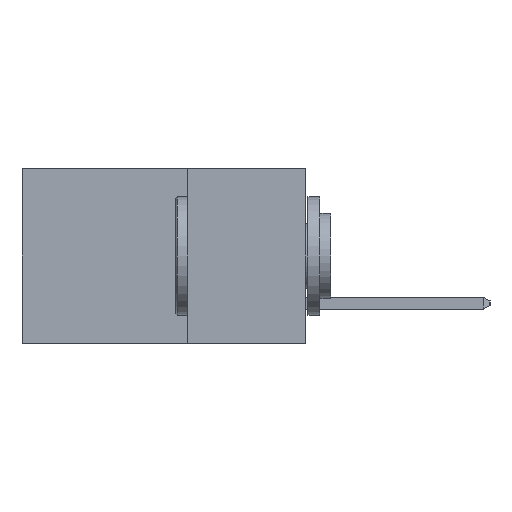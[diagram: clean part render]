
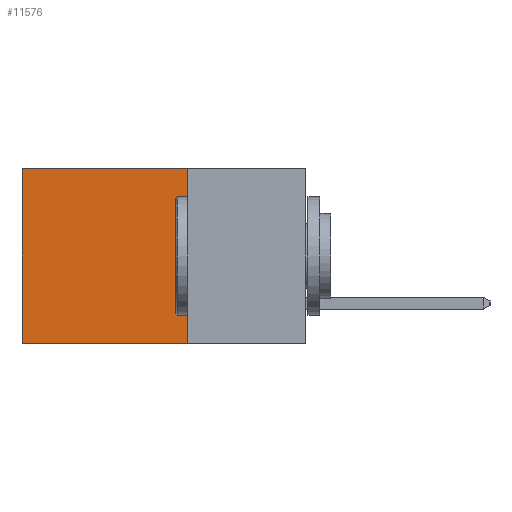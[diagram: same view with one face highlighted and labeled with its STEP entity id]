
A CAD part, left-side view. The second image highlights one B-rep face of the part: STEP entity #11576.
In plain terms, the highlighted planar face has unit normal (-1, 0, 0).
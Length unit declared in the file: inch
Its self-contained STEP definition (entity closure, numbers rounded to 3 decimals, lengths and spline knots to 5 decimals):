
#109 = ORIENTED_EDGE ( 'NONE', *, *, #17006, .F. ) ;
#397 = VERTEX_POINT ( 'NONE', #15282 ) ;
#986 = AXIS2_PLACEMENT_3D ( 'NONE', #15233, #6728, #16629 ) ;
#1090 = EDGE_LOOP ( 'NONE', ( #5681, #109, #13400, #8973 ) ) ;
#2954 = DIRECTION ( 'NONE',  ( 0., 1., 0. ) ) ;
#3336 = CARTESIAN_POINT ( 'NONE',  ( 0.298, 0.25, 0. ) ) ;
#3342 = VERTEX_POINT ( 'NONE', #16449 ) ;
#3521 = VERTEX_POINT ( 'NONE', #13350 ) ;
#4749 = DIRECTION ( 'NONE',  ( 0., 0., -1. ) ) ;
#4792 = DIRECTION ( 'NONE',  ( 0., 0., -1. ) ) ;
#5681 = ORIENTED_EDGE ( 'NONE', *, *, #12675, .T. ) ;
#6313 = LINE ( 'NONE', #7314, #17128 ) ;
#6728 = DIRECTION ( 'NONE',  ( 1., 0., 0. ) ) ;
#7314 = CARTESIAN_POINT ( 'NONE',  ( 0.298, 0.25, 0. ) ) ;
#7690 = VECTOR ( 'NONE', #4749, 39.37008 ) ;
#8102 = PLANE ( 'NONE',  #986 ) ;
#8973 = ORIENTED_EDGE ( 'NONE', *, *, #18344, .T. ) ;
#9074 = LINE ( 'NONE', #12931, #16577 ) ;
#10913 = VERTEX_POINT ( 'NONE', #12075 ) ;
#10997 = LINE ( 'NONE', #14704, #7690 ) ;
#11222 = FACE_OUTER_BOUND ( 'NONE', #1090, .T. ) ;
#11576 = ADVANCED_FACE ( 'NONE', ( #11222 ), #8102, .F. ) ;
#12075 = CARTESIAN_POINT ( 'NONE',  ( 0.298, 0.25, -0.37 ) ) ;
#12675 = EDGE_CURVE ( 'NONE', #3521, #397, #10997, .T. ) ;
#12931 = CARTESIAN_POINT ( 'NONE',  ( 0.298, 0.25, -0.37 ) ) ;
#13029 = VECTOR ( 'NONE', #4792, 39.37008 ) ;
#13350 = CARTESIAN_POINT ( 'NONE',  ( 0.298, 0.6, 0. ) ) ;
#13400 = ORIENTED_EDGE ( 'NONE', *, *, #17173, .F. ) ;
#14704 = CARTESIAN_POINT ( 'NONE',  ( 0.298, 0.6, 0. ) ) ;
#15233 = CARTESIAN_POINT ( 'NONE',  ( 0.298, 0.25, 0. ) ) ;
#15282 = CARTESIAN_POINT ( 'NONE',  ( 0.298, 0.6, -0.37 ) ) ;
#15842 = DIRECTION ( 'NONE',  ( 0., 1., 0. ) ) ;
#16449 = CARTESIAN_POINT ( 'NONE',  ( 0.298, 0.25, 0. ) ) ;
#16577 = VECTOR ( 'NONE', #2954, 39.37008 ) ;
#16629 = DIRECTION ( 'NONE',  ( 0., 0., -1. ) ) ;
#16775 = LINE ( 'NONE', #3336, #13029 ) ;
#17006 = EDGE_CURVE ( 'NONE', #10913, #397, #9074, .T. ) ;
#17128 = VECTOR ( 'NONE', #15842, 39.37008 ) ;
#17173 = EDGE_CURVE ( 'NONE', #3342, #10913, #16775, .T. ) ;
#18344 = EDGE_CURVE ( 'NONE', #3342, #3521, #6313, .T. ) ;
